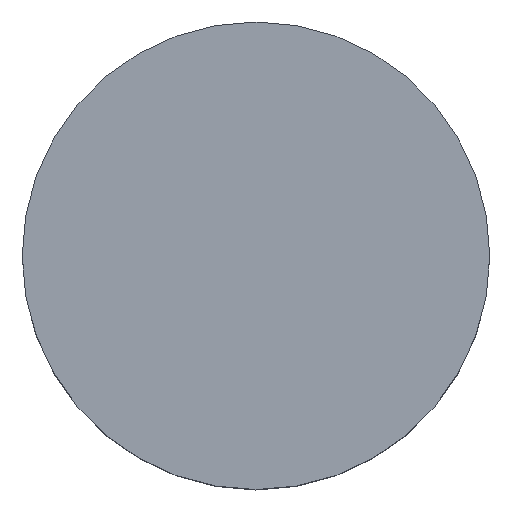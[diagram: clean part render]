
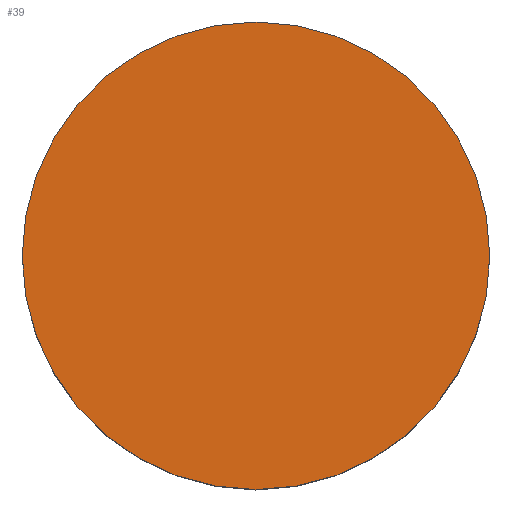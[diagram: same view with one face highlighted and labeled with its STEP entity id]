
A CAD part, top view. The second image highlights one B-rep face of the part: STEP entity #39.
In plain terms, the highlighted planar face has unit normal (0, 0, 1).
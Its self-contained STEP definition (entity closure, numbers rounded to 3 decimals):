
#2 = DIRECTION ( 'NONE',  ( 0., 0., -1. ) ) ;
#4 = VERTEX_POINT ( 'NONE', #25 ) ;
#6 = DIRECTION ( 'NONE',  ( 0., 0., 1. ) ) ;
#12 = ORIENTED_EDGE ( 'NONE', *, *, #104, .F. ) ;
#16 = DIRECTION ( 'NONE',  ( 0., 0., -1. ) ) ;
#25 = CARTESIAN_POINT ( 'NONE',  ( -10.123, 0., 10. ) ) ;
#27 = DIRECTION ( 'NONE',  ( -1., 0., 0. ) ) ;
#33 = CARTESIAN_POINT ( 'NONE',  ( 10.123, 0., 10. ) ) ;
#37 = AXIS2_PLACEMENT_3D ( 'NONE', #80, #16, #79 ) ;
#38 = VERTEX_POINT ( 'NONE', #33 ) ;
#39 = ADVANCED_FACE ( 'NONE', ( #138 ), #119, .T. ) ;
#42 = CARTESIAN_POINT ( 'NONE',  ( 0., 0., 10. ) ) ;
#45 = ORIENTED_EDGE ( 'NONE', *, *, #120, .F. ) ;
#79 = DIRECTION ( 'NONE',  ( -1., 0., 0. ) ) ;
#80 = CARTESIAN_POINT ( 'NONE',  ( 0., 0., 10. ) ) ;
#81 = DIRECTION ( 'NONE',  ( 1., 0., 0. ) ) ;
#97 = AXIS2_PLACEMENT_3D ( 'NONE', #42, #6, #81 ) ;
#100 = CARTESIAN_POINT ( 'NONE',  ( 0., 0., 10. ) ) ;
#101 = CIRCLE ( 'NONE', #135, 10.123 ) ;
#104 = EDGE_CURVE ( 'NONE', #4, #38, #101, .T. ) ;
#119 = PLANE ( 'NONE',  #97 ) ;
#120 = EDGE_CURVE ( 'NONE', #38, #4, #133, .T. ) ;
#122 = EDGE_LOOP ( 'NONE', ( #12, #45 ) ) ;
#133 = CIRCLE ( 'NONE', #37, 10.123 ) ;
#135 = AXIS2_PLACEMENT_3D ( 'NONE', #100, #2, #27 ) ;
#138 = FACE_OUTER_BOUND ( 'NONE', #122, .T. ) ;
